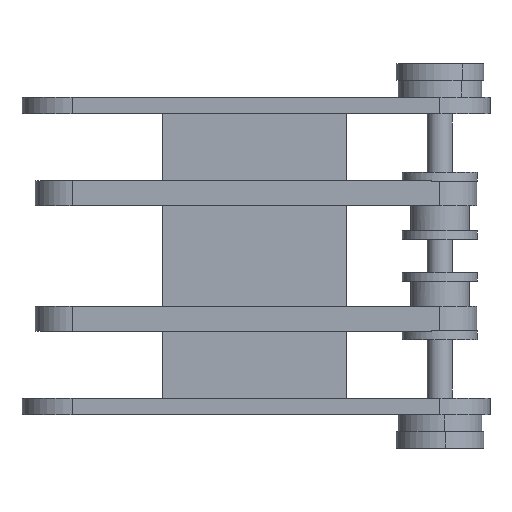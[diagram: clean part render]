
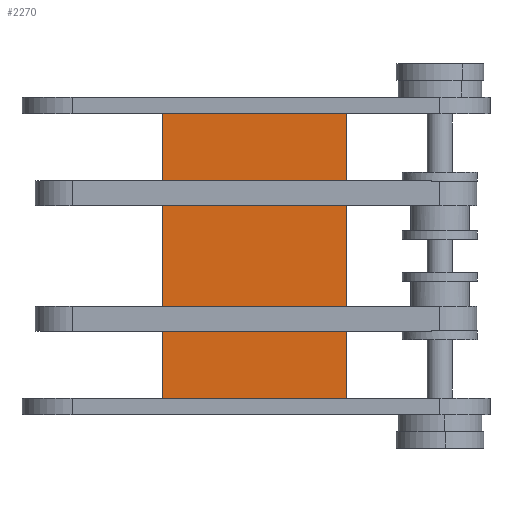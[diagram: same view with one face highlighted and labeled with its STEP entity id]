
A CAD part, front view. The second image highlights one B-rep face of the part: STEP entity #2270.
In plain terms, the highlighted planar face has unit normal (0, -1, 0).
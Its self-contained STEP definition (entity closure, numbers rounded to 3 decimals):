
#38 = VERTEX_POINT ( 'NONE', #1631 ) ;
#111 = CARTESIAN_POINT ( 'NONE',  ( -55.917, 30., 170. ) ) ;
#247 = FACE_OUTER_BOUND ( 'NONE', #2527, .T. ) ;
#273 = DIRECTION ( 'NONE',  ( 0., 0., 1. ) ) ;
#338 = ORIENTED_EDGE ( 'NONE', *, *, #1474, .F. ) ;
#510 = LINE ( 'NONE', #694, #1964 ) ;
#583 = VERTEX_POINT ( 'NONE', #2090 ) ;
#595 = DIRECTION ( 'NONE',  ( 1., 0., 0. ) ) ;
#694 = CARTESIAN_POINT ( 'NONE',  ( 54.083, 30., 0. ) ) ;
#976 = DIRECTION ( 'NONE',  ( 0., 1., 0. ) ) ;
#1029 = EDGE_CURVE ( 'NONE', #38, #583, #3018, .T. ) ;
#1057 = VERTEX_POINT ( 'NONE', #1783 ) ;
#1068 = DIRECTION ( 'NONE',  ( 1., 0., 0. ) ) ;
#1200 = VECTOR ( 'NONE', #595, 1000. ) ;
#1474 = EDGE_CURVE ( 'NONE', #1790, #1057, #2273, .T. ) ;
#1505 = ORIENTED_EDGE ( 'NONE', *, *, #2934, .T. ) ;
#1610 = LINE ( 'NONE', #2576, #2513 ) ;
#1631 = CARTESIAN_POINT ( 'NONE',  ( -55.917, 30., 0. ) ) ;
#1643 = DIRECTION ( 'NONE',  ( 0., 0., -1. ) ) ;
#1783 = CARTESIAN_POINT ( 'NONE',  ( 54.083, 30., 170. ) ) ;
#1790 = VERTEX_POINT ( 'NONE', #2979 ) ;
#1838 = ORIENTED_EDGE ( 'NONE', *, *, #2042, .T. ) ;
#1936 = CARTESIAN_POINT ( 'NONE',  ( 54.083, 30., -10. ) ) ;
#1964 = VECTOR ( 'NONE', #273, 1000. ) ;
#2042 = EDGE_CURVE ( 'NONE', #583, #1057, #510, .T. ) ;
#2090 = CARTESIAN_POINT ( 'NONE',  ( 54.083, 30., 0. ) ) ;
#2169 = PLANE ( 'NONE',  #2952 ) ;
#2270 = ADVANCED_FACE ( 'NONE', ( #247 ), #2169, .F. ) ;
#2273 = LINE ( 'NONE', #111, #1200 ) ;
#2277 = DIRECTION ( 'NONE',  ( 1., 0., 0. ) ) ;
#2513 = VECTOR ( 'NONE', #1643, 1000. ) ;
#2527 = EDGE_LOOP ( 'NONE', ( #338, #1505, #2672, #1838 ) ) ;
#2549 = VECTOR ( 'NONE', #2277, 1000. ) ;
#2576 = CARTESIAN_POINT ( 'NONE',  ( -55.917, 30., 170. ) ) ;
#2672 = ORIENTED_EDGE ( 'NONE', *, *, #1029, .T. ) ;
#2741 = CARTESIAN_POINT ( 'NONE',  ( -55.917, 30., 0. ) ) ;
#2934 = EDGE_CURVE ( 'NONE', #1790, #38, #1610, .T. ) ;
#2952 = AXIS2_PLACEMENT_3D ( 'NONE', #1936, #976, #1068 ) ;
#2979 = CARTESIAN_POINT ( 'NONE',  ( -55.917, 30., 170. ) ) ;
#3018 = LINE ( 'NONE', #2741, #2549 ) ;
